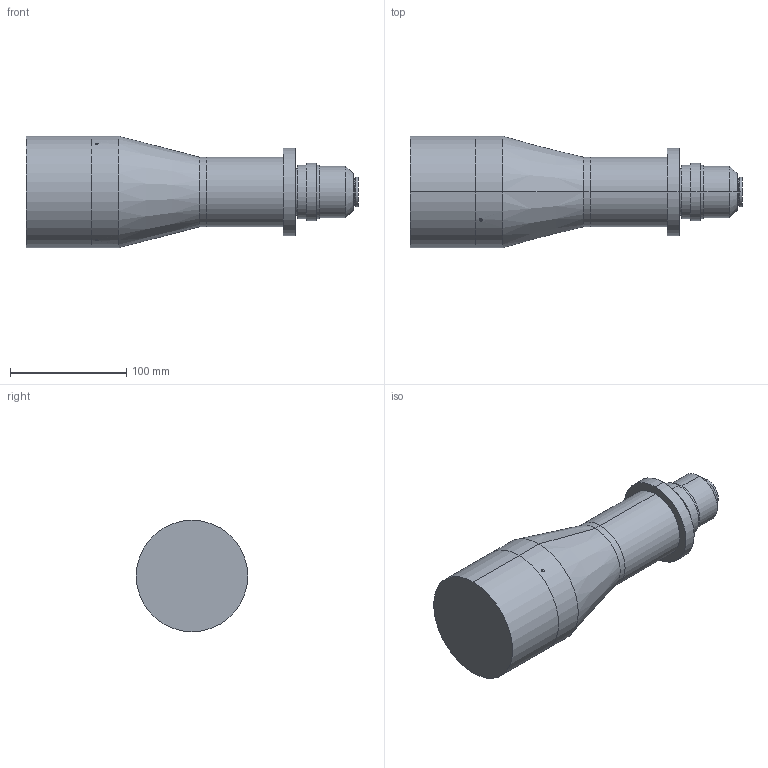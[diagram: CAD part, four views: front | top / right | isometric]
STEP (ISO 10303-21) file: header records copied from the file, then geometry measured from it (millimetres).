
FILE_DESCRIPTION (( 'STEP AP203' ), '1' );
FILE_NAME ('S5LPJ6150_01.STEP', '2019-11-21T09:23:40', ( '' ), ( '' ), 'SwSTEP 2.0', 'SolidWorks 2017', '' );
FILE_SCHEMA (( 'CONFIG_CONTROL_DESIGN' ));
Length unit declared in the file: millimetre
Products named in the file (1): S5LPJ6150_01
Bounding box: 285.79 x 96 x 96 mm (x, y, z)
Volume: 1244144.6 mm3; surface area: 79145.9 mm2
Topology: 1 solids, 1 shells, 59 faces, 110 edges, 64 vertices
Faces by surface type: cylinder 24, plane 16, cone 15, torus 4
Entity records: 1633 total; most frequent: CARTESIAN_POINT 343, DIRECTION 286, ORIENTED_EDGE 220, AXIS2_PLACEMENT_3D 125, EDGE_CURVE 110, EDGE_LOOP 70, CIRCLE 65, VERTEX_POINT 64
